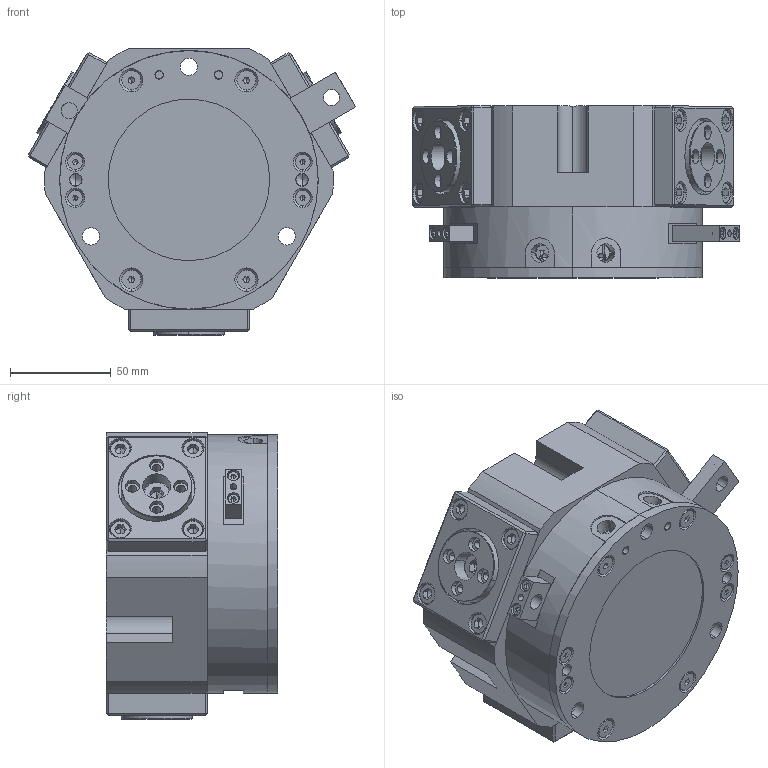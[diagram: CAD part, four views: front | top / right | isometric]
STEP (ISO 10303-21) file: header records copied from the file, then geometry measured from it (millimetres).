
FILE_DESCRIPTION (( 'STEP AP214' ), '1' );
FILE_NAME ('3PGS 125.STEP', '2012-03-06T02:06:27', ( 'xw4600' ), ( '' ), 'SwSTEP 2.0', 'SolidWorks 2010', '' );
FILE_SCHEMA (( 'AUTOMOTIVE_DESIGN' ));
Length unit declared in the file: millimetre
Products named in the file (16): 3PGS125-01_Default; 3PGS125-02_Default; 3PGS125-03_Default; 3PGS125-05_Default; 3PGS125-06_Default; 3PGS125-08_Default; 3PGS125-09_Default; 3PGS125-13_Default; countersunk head screw_ISO 10642 - M4 x 10 --- 10N; Socket Head Cap Screw_ISO 4762 M6 x 16 --- 16N; Socket Head Cap Screw_ISO 4762 M3 x 30 --- 18N; Socket Head Cap Screw_ISO 4762 M3 x 20 --- 20N; countersunk head screw_ISO 10642 - M5 x 20 --- 20N; countersunk head screw_ISO 10642 - M4 x 16 --- 16N; Socket Head Cap Screw_ISO 4762 M8 x 20 --- 20N; 3PGS 125
Assembly tree (53 placements, depth 2):
  3PGS 125
    3PGS125-06_Default  x3
    Socket Head Cap Screw_ISO 4762 M6 x 16 --- 16N  x12
    Socket Head Cap Screw_ISO 4762 M8 x 20 --- 20N  x3
    countersunk head screw_ISO 10642 - M4 x 10 --- 10N  x12
    countersunk head screw_ISO 10642 - M5 x 20 --- 20N  x4
    Socket Head Cap Screw_ISO 4762 M3 x 20 --- 20N  x2
    3PGS125-05_Default  x3
    countersunk head screw_ISO 10642 - M4 x 16 --- 16N  x4
    3PGS125-13_Default  x3
    Socket Head Cap Screw_ISO 4762 M3 x 30 --- 18N  x2
    3PGS125-03_Default
    3PGS125-09_Default
    3PGS125-02_Default
    3PGS125-08_Default
    3PGS125-01_Default
Bounding box: 161.96 x 85 x 142 mm (x, y, z)
Volume: 900763.2 mm3; surface area: 245061 mm2
Topology: 53 solids, 53 shells, 1964 faces, 4545 edges, 2648 vertices
Faces by surface type: plane 869, cylinder 583, cone 396, torus 116
Entity records: 26872 total; most frequent: DIRECTION 4628, CARTESIAN_POINT 4533, ORIENTED_EDGE 3958, EDGE_CURVE 1979, AXIS2_PLACEMENT_3D 1769, VERTEX_POINT 1248, LINE 1090, VECTOR 1090
